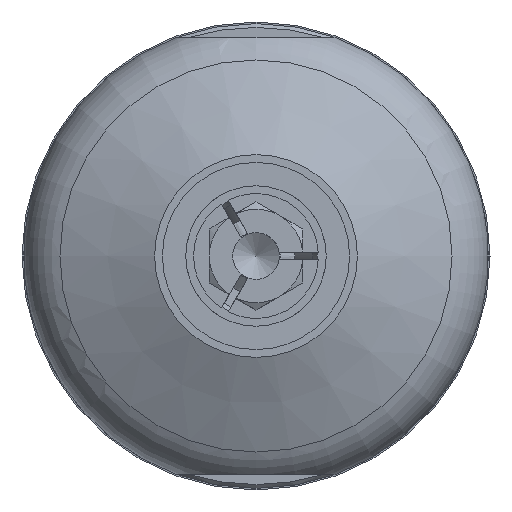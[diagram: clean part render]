
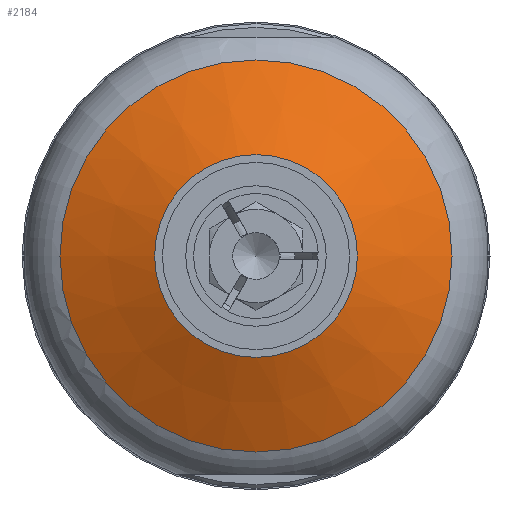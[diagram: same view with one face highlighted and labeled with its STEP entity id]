
A CAD part, left-side view. The second image highlights one B-rep face of the part: STEP entity #2184.
In plain terms, the highlighted conical face has half-angle 65.378 degrees and reference radius 10.7 mm.
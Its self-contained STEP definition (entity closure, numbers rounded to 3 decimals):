
#120=CONICAL_SURFACE('',#2403,10.7,1.141);
#177=LINE('',#3556,#278);
#278=VECTOR('',#2822,10.7);
#580=FACE_OUTER_BOUND('',#722,.T.);
#722=EDGE_LOOP('',(#1701,#1702,#1703,#1704,#1705));
#853=CIRCLE('',#2391,12.567);
#854=CIRCLE('',#2392,12.567);
#861=CIRCLE('',#2404,6.5);
#1007=VERTEX_POINT('',#3535);
#1008=VERTEX_POINT('',#3537);
#1011=VERTEX_POINT('',#3555);
#1250=EDGE_CURVE('',#1007,#1008,#853,.T.);
#1251=EDGE_CURVE('',#1008,#1007,#854,.T.);
#1260=EDGE_CURVE('',#1008,#1011,#177,.T.);
#1261=EDGE_CURVE('',#1011,#1011,#861,.T.);
#1701=ORIENTED_EDGE('',*,*,#1251,.F.);
#1702=ORIENTED_EDGE('',*,*,#1260,.T.);
#1703=ORIENTED_EDGE('',*,*,#1261,.T.);
#1704=ORIENTED_EDGE('',*,*,#1260,.F.);
#1705=ORIENTED_EDGE('',*,*,#1250,.F.);
#2184=ADVANCED_FACE('',(#580),#120,.T.);
#2391=AXIS2_PLACEMENT_3D('',#3538,#2794,#2795);
#2392=AXIS2_PLACEMENT_3D('',#3539,#2796,#2797);
#2403=AXIS2_PLACEMENT_3D('',#3554,#2820,#2821);
#2404=AXIS2_PLACEMENT_3D('',#3557,#2823,#2824);
#2794=DIRECTION('center_axis',(1.,0.,0.));
#2795=DIRECTION('ref_axis',(0.,-1.,0.));
#2796=DIRECTION('center_axis',(1.,0.,0.));
#2797=DIRECTION('ref_axis',(0.,-1.,0.));
#2820=DIRECTION('center_axis',(1.,0.,0.));
#2821=DIRECTION('ref_axis',(0.,1.,0.));
#2822=DIRECTION('',(-0.417,0.909,0.));
#2823=DIRECTION('center_axis',(1.,0.,0.));
#2824=DIRECTION('ref_axis',(0.,1.,0.));
#3535=CARTESIAN_POINT('',(-8.22,0.,12.567));
#3537=CARTESIAN_POINT('',(-8.22,-12.567,0.));
#3538=CARTESIAN_POINT('Origin',(-8.22,0.,0.));
#3539=CARTESIAN_POINT('Origin',(-8.22,0.,0.));
#3554=CARTESIAN_POINT('Origin',(-9.075,0.,
0.));
#3555=CARTESIAN_POINT('',(-11.,-6.5,0.));
#3556=CARTESIAN_POINT('',(-9.075,-10.7,0.));
#3557=CARTESIAN_POINT('Origin',(-11.,0.,0.));
